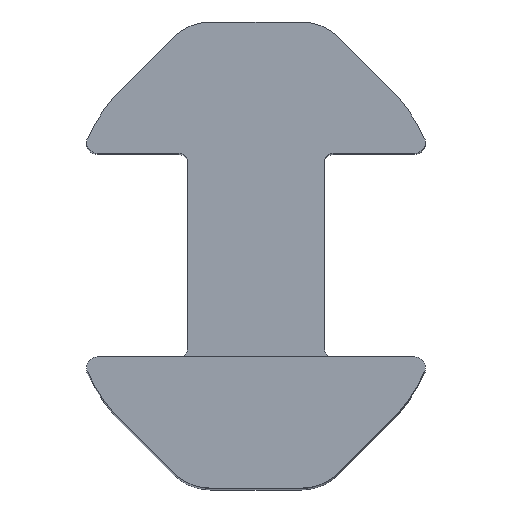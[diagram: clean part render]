
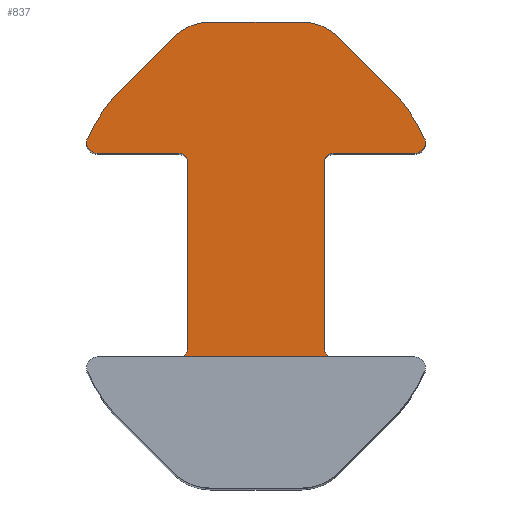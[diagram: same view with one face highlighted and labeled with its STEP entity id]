
A CAD part, top view. The second image highlights one B-rep face of the part: STEP entity #837.
In plain terms, the highlighted planar face has unit normal (0, 0, 1).
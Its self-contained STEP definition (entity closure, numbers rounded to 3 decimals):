
#400=CARTESIAN_POINT('',(-2.55,13.15,20.0));
#401=VERTEX_POINT('',#400);
#408=CARTESIAN_POINT('',(2.55,13.15,20.0));
#409=VERTEX_POINT('',#408);
#410=CARTESIAN_POINT('',(-2.55,13.15,20.0));
#411=DIRECTION('',(1.0,0.0,0.0));
#412=VECTOR('',#411,5.1);
#413=LINE('',#410,#412);
#414=EDGE_CURVE('',#401,#409,#413,.T.);
#431=CARTESIAN_POINT('',(-4.671,12.271,20.0));
#432=VERTEX_POINT('',#431);
#439=CARTESIAN_POINT('',(-2.55,10.15,20.0));
#440=DIRECTION('',(0.0,0.0,-1.0));
#441=DIRECTION('',(0.0,1.0,0.0));
#442=AXIS2_PLACEMENT_3D('',#439,#440,#441);
#443=CIRCLE('',#442,3.0);
#444=EDGE_CURVE('',#432,#401,#443,.T.);
#456=CARTESIAN_POINT('',(-7.943,9.0,20.0));
#457=VERTEX_POINT('',#456);
#464=CARTESIAN_POINT('',(-7.943,9.0,20.0));
#465=DIRECTION('',(0.707,0.707,0.0));
#466=VECTOR('',#465,4.626);
#467=LINE('',#464,#466);
#468=EDGE_CURVE('',#457,#432,#467,.T.);
#480=CARTESIAN_POINT('',(-9.495,6.6,20.0));
#481=VERTEX_POINT('',#480);
#488=CARTESIAN_POINT('',(-0.409,2.424,20.0));
#489=DIRECTION('',(0.0,0.0,-1.0));
#490=DIRECTION('',(-0.753,0.658,0.0));
#491=AXIS2_PLACEMENT_3D('',#488,#489,#490);
#492=CIRCLE('',#491,10.);
#493=EDGE_CURVE('',#481,#457,#492,.T.);
#505=CARTESIAN_POINT('',(-8.95,5.75,20.0));
#506=VERTEX_POINT('',#505);
#513=CARTESIAN_POINT('',(-8.95,6.35,20.0));
#514=DIRECTION('',(0.0,0.0,-1.0));
#515=DIRECTION('',(-0.909,0.417,0.0));
#516=AXIS2_PLACEMENT_3D('',#513,#514,#515);
#517=CIRCLE('',#516,0.6);
#518=EDGE_CURVE('',#506,#481,#517,.T.);
#530=CARTESIAN_POINT('',(-4.35,5.75,20.0));
#531=VERTEX_POINT('',#530);
#538=CARTESIAN_POINT('',(-4.35,5.75,20.0));
#539=DIRECTION('',(-1.0,0.0,0.0));
#540=VECTOR('',#539,4.6);
#541=LINE('',#538,#540);
#542=EDGE_CURVE('',#531,#506,#541,.T.);
#554=CARTESIAN_POINT('',(-3.85,5.25,20.0));
#555=VERTEX_POINT('',#554);
#562=CARTESIAN_POINT('',(-4.35,5.25,20.0));
#563=DIRECTION('',(0.0,0.0,1.0));
#564=DIRECTION('',(-1.0,0.0,0.0));
#565=AXIS2_PLACEMENT_3D('',#562,#563,#564);
#566=CIRCLE('',#565,0.5);
#567=EDGE_CURVE('',#555,#531,#566,.T.);
#579=CARTESIAN_POINT('',(-3.85,-5.25,20.0));
#580=VERTEX_POINT('',#579);
#587=CARTESIAN_POINT('',(-3.85,-5.25,20.0));
#588=DIRECTION('',(0.0,1.0,0.0));
#589=VECTOR('',#588,10.5);
#590=LINE('',#587,#589);
#591=EDGE_CURVE('',#580,#555,#590,.T.);
#636=CARTESIAN_POINT('',(4.35,-5.75,20.0));
#637=VERTEX_POINT('',#636);
#644=CARTESIAN_POINT('',(-4.35,-5.75,20.0));
#645=VERTEX_POINT('',#644);
#646=CARTESIAN_POINT('',(-4.35,-5.75,20.0));
#647=DIRECTION('',(1.0,0.0,0.0));
#648=VECTOR('',#647,8.7);
#649=LINE('',#646,#648);
#650=EDGE_CURVE('',#645,#637,#649,.T.);
#683=CARTESIAN_POINT('',(-4.35,-5.25,20.0));
#684=DIRECTION('',(0.0,0.0,1.0));
#685=DIRECTION('',(0.0,1.0,0.0));
#686=AXIS2_PLACEMENT_3D('',#683,#684,#685);
#687=CIRCLE('',#686,0.5);
#688=EDGE_CURVE('',#645,#580,#687,.T.);
#753=CARTESIAN_POINT('',(0.,4.25,20.0));
#754=DIRECTION('',(0.0,0.0,1.0));
#755=DIRECTION('',(1.0,0.0,0.0));
#756=AXIS2_PLACEMENT_3D('',#753,#754,#755);
#757=PLANE('',#756);
#758=ORIENTED_EDGE('',*,*,#688,.F.);
#759=ORIENTED_EDGE('',*,*,#650,.T.);
#760=CARTESIAN_POINT('',(3.85,-5.25,20.0));
#761=VERTEX_POINT('',#760);
#762=CARTESIAN_POINT('',(4.35,-5.25,20.0));
#763=DIRECTION('',(0.0,0.0,1.0));
#764=DIRECTION('',(1.0,0.0,0.0));
#765=AXIS2_PLACEMENT_3D('',#762,#763,#764);
#766=CIRCLE('',#765,0.5);
#767=EDGE_CURVE('',#761,#637,#766,.T.);
#768=ORIENTED_EDGE('',*,*,#767,.F.);
#769=CARTESIAN_POINT('',(3.85,5.25,20.0));
#770=VERTEX_POINT('',#769);
#771=CARTESIAN_POINT('',(3.85,5.25,20.0));
#772=DIRECTION('',(0.0,-1.0,0.0));
#773=VECTOR('',#772,10.5);
#774=LINE('',#771,#773);
#775=EDGE_CURVE('',#770,#761,#774,.T.);
#776=ORIENTED_EDGE('',*,*,#775,.F.);
#777=CARTESIAN_POINT('',(4.35,5.75,20.0));
#778=VERTEX_POINT('',#777);
#779=CARTESIAN_POINT('',(4.35,5.25,20.0));
#780=DIRECTION('',(0.0,0.0,1.0));
#781=DIRECTION('',(0.0,-1.0,0.0));
#782=AXIS2_PLACEMENT_3D('',#779,#780,#781);
#783=CIRCLE('',#782,0.5);
#784=EDGE_CURVE('',#778,#770,#783,.T.);
#785=ORIENTED_EDGE('',*,*,#784,.F.);
#786=CARTESIAN_POINT('',(8.95,5.75,20.0));
#787=VERTEX_POINT('',#786);
#788=CARTESIAN_POINT('',(8.95,5.75,20.0));
#789=DIRECTION('',(-1.0,0.0,0.0));
#790=VECTOR('',#789,4.6);
#791=LINE('',#788,#790);
#792=EDGE_CURVE('',#787,#778,#791,.T.);
#793=ORIENTED_EDGE('',*,*,#792,.F.);
#794=CARTESIAN_POINT('',(9.495,6.6,20.0));
#795=VERTEX_POINT('',#794);
#796=CARTESIAN_POINT('',(8.95,6.35,20.0));
#797=DIRECTION('',(0.0,0.0,-1.0));
#798=DIRECTION('',(0.0,-1.0,0.0));
#799=AXIS2_PLACEMENT_3D('',#796,#797,#798);
#800=CIRCLE('',#799,0.6);
#801=EDGE_CURVE('',#795,#787,#800,.T.);
#802=ORIENTED_EDGE('',*,*,#801,.F.);
#803=CARTESIAN_POINT('',(7.943,9.0,20.0));
#804=VERTEX_POINT('',#803);
#805=CARTESIAN_POINT('',(0.409,2.424,20.0));
#806=DIRECTION('',(0.0,0.0,-1.0));
#807=DIRECTION('',(0.909,0.418,0.0));
#808=AXIS2_PLACEMENT_3D('',#805,#806,#807);
#809=CIRCLE('',#808,10.0);
#810=EDGE_CURVE('',#804,#795,#809,.T.);
#811=ORIENTED_EDGE('',*,*,#810,.F.);
#812=CARTESIAN_POINT('',(4.671,12.271,20.0));
#813=VERTEX_POINT('',#812);
#814=CARTESIAN_POINT('',(4.671,12.271,20.0));
#815=DIRECTION('',(0.707,-0.707,0.0));
#816=VECTOR('',#815,4.626);
#817=LINE('',#814,#816);
#818=EDGE_CURVE('',#813,#804,#817,.T.);
#819=ORIENTED_EDGE('',*,*,#818,.F.);
#820=CARTESIAN_POINT('',(2.55,10.15,20.0));
#821=DIRECTION('',(0.0,0.0,-1.0));
#822=DIRECTION('',(0.707,0.707,0.0));
#823=AXIS2_PLACEMENT_3D('',#820,#821,#822);
#824=CIRCLE('',#823,3.0);
#825=EDGE_CURVE('',#409,#813,#824,.T.);
#826=ORIENTED_EDGE('',*,*,#825,.F.);
#827=ORIENTED_EDGE('',*,*,#414,.F.);
#828=ORIENTED_EDGE('',*,*,#444,.F.);
#829=ORIENTED_EDGE('',*,*,#468,.F.);
#830=ORIENTED_EDGE('',*,*,#493,.F.);
#831=ORIENTED_EDGE('',*,*,#518,.F.);
#832=ORIENTED_EDGE('',*,*,#542,.F.);
#833=ORIENTED_EDGE('',*,*,#567,.F.);
#834=ORIENTED_EDGE('',*,*,#591,.F.);
#835=EDGE_LOOP('',(#758,#759,#768,#776,#785,#793,#802,#811,#819,#826,#827,#828,#829,#830,#831,#832,#833,#834));
#836=FACE_OUTER_BOUND('',#835,.T.);
#837=ADVANCED_FACE('',(#836),#757,.T.);
